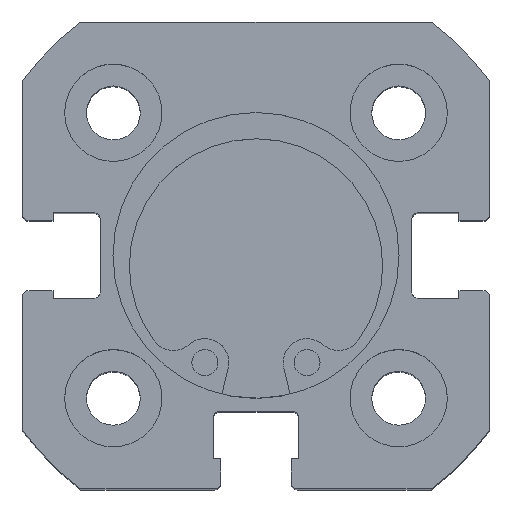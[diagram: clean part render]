
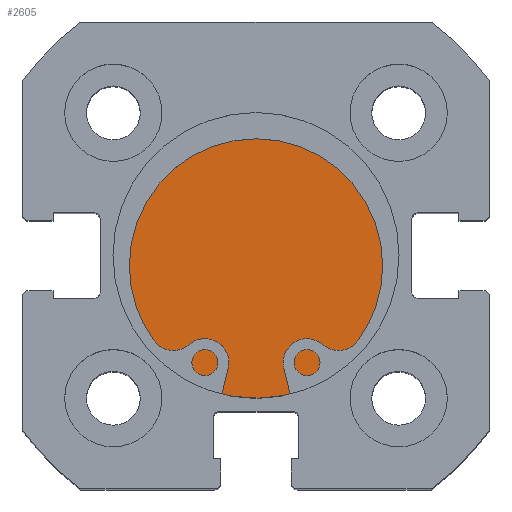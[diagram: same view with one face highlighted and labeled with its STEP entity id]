
A CAD part, top view. The second image highlights one B-rep face of the part: STEP entity #2605.
In plain terms, the highlighted face is planar.
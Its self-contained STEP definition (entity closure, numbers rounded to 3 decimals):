
#146 = DIRECTION ( 'NONE',  ( 0., 0., 1. ) ) ;
#147 = DIRECTION ( 'NONE',  ( -1., 0., 0. ) ) ;
#149 = PLANE ( 'NONE',  #1034 ) ;
#150 = CARTESIAN_POINT ( 'NONE',  ( 6., 11., 0. ) ) ;
#293 = ORIENTED_EDGE ( 'NONE', *, *, #1339, .F. ) ;
#1034 = AXIS2_PLACEMENT_3D ( 'NONE', #150, #147, #146 ) ;
#1170 = AXIS2_PLACEMENT_3D ( 'NONE', #2763, #2761, #2760 ) ;
#1173 = AXIS2_PLACEMENT_3D ( 'NONE', #2800, #2792, #2791 ) ;
#1330 = EDGE_CURVE ( 'NONE', #3177, #3191, #1870, .T. ) ;
#1339 = EDGE_CURVE ( 'NONE', #3191, #3177, #1881, .T. ) ;
#1519 = ORIENTED_EDGE ( 'NONE', *, *, #1330, .F. ) ;
#1870 = CIRCLE ( 'NONE', #1173, 11. ) ;
#1881 = CIRCLE ( 'NONE', #1170, 11. ) ;
#2220 = FACE_OUTER_BOUND ( 'NONE', #3651, .T. ) ;
#2605 = ADVANCED_FACE ( 'NONE', ( #2220 ), #149, .F. ) ;
#2760 = DIRECTION ( 'NONE',  ( 0., 0., 1. ) ) ;
#2761 = DIRECTION ( 'NONE',  ( -1., 0., 0. ) ) ;
#2763 = CARTESIAN_POINT ( 'NONE',  ( 6., 0., 0. ) ) ;
#2791 = DIRECTION ( 'NONE',  ( 0., 0., 1. ) ) ;
#2792 = DIRECTION ( 'NONE',  ( -1., 0., 0. ) ) ;
#2800 = CARTESIAN_POINT ( 'NONE',  ( 6., 0., 0. ) ) ;
#3177 = VERTEX_POINT ( 'NONE', #4279 ) ;
#3191 = VERTEX_POINT ( 'NONE', #4293 ) ;
#3651 = EDGE_LOOP ( 'NONE', ( #1519, #293 ) ) ;
#4279 = CARTESIAN_POINT ( 'NONE',  ( 6., 0., 11. ) ) ;
#4293 = CARTESIAN_POINT ( 'NONE',  ( 6., 0., -11. ) ) ;
